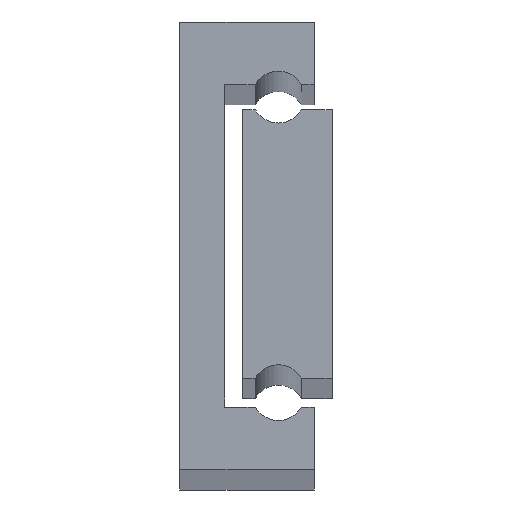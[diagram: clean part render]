
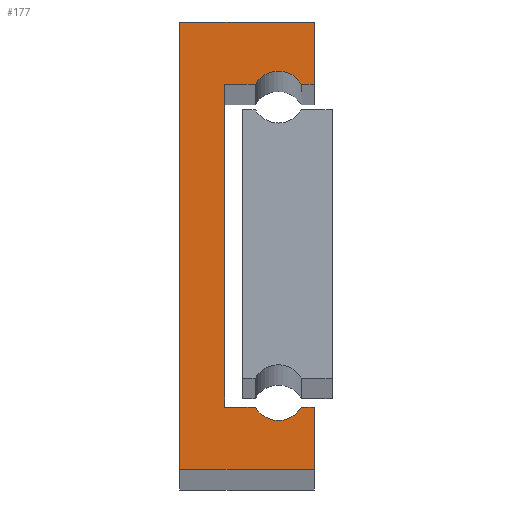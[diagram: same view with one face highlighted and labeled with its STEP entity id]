
A CAD part, top view. The second image highlights one B-rep face of the part: STEP entity #177.
In plain terms, the highlighted planar face has unit normal (0, 0, 1).
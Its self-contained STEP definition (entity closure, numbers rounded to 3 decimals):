
#2 = CARTESIAN_POINT ( 'NONE',  ( 15., 0., 650. ) ) ;
#16 = EDGE_LOOP ( 'NONE', ( #1343, #1903, #395, #1561, #1600, #1824, #1688, #1905, #570, #1955, #1031, #326 ) ) ;
#24 = CARTESIAN_POINT ( 'NONE',  ( 0., 50., 650. ) ) ;
#42 = VECTOR ( 'NONE', #925, 1000. ) ;
#50 = AXIS2_PLACEMENT_3D ( 'NONE', #700, #372, #1916 ) ;
#57 = LINE ( 'NONE', #991, #1006 ) ;
#79 = CARTESIAN_POINT ( 'NONE',  ( 11., 41.5, 650. ) ) ;
#87 = VERTEX_POINT ( 'NONE', #530 ) ;
#96 = LINE ( 'NONE', #881, #708 ) ;
#133 = EDGE_CURVE ( 'NONE', #957, #325, #1886, .T. ) ;
#147 = VERTEX_POINT ( 'NONE', #1376 ) ;
#177 = ADVANCED_FACE ( 'NONE', ( #1134 ), #236, .F. ) ;
#190 = VECTOR ( 'NONE', #1063, 1000. ) ;
#202 = CARTESIAN_POINT ( 'NONE',  ( 15., 43., 650. ) ) ;
#214 = CARTESIAN_POINT ( 'NONE',  ( 0., 0., 650. ) ) ;
#221 = DIRECTION ( 'NONE',  ( -1., 0., 0. ) ) ;
#236 = PLANE ( 'NONE',  #286 ) ;
#239 = VERTEX_POINT ( 'NONE', #726 ) ;
#257 = LINE ( 'NONE', #1306, #796 ) ;
#286 = AXIS2_PLACEMENT_3D ( 'NONE', #79, #1747, #382 ) ;
#306 = EDGE_CURVE ( 'NONE', #422, #846, #1715, .T. ) ;
#325 = VERTEX_POINT ( 'NONE', #2 ) ;
#326 = ORIENTED_EDGE ( 'NONE', *, *, #1795, .T. ) ;
#327 = LINE ( 'NONE', #432, #1053 ) ;
#372 = DIRECTION ( 'NONE',  ( 0., 0., -1. ) ) ;
#382 = DIRECTION ( 'NONE',  ( -1., 0., 0. ) ) ;
#395 = ORIENTED_EDGE ( 'NONE', *, *, #1727, .T. ) ;
#408 = LINE ( 'NONE', #1808, #1405 ) ;
#414 = EDGE_CURVE ( 'NONE', #147, #941, #1609, .T. ) ;
#422 = VERTEX_POINT ( 'NONE', #1026 ) ;
#426 = DIRECTION ( 'NONE',  ( 1., 0., 0. ) ) ;
#432 = CARTESIAN_POINT ( 'NONE',  ( 15., 7., 650. ) ) ;
#521 = CARTESIAN_POINT ( 'NONE',  ( 15., 0., 650. ) ) ;
#530 = CARTESIAN_POINT ( 'NONE',  ( 5., 43., 650. ) ) ;
#532 = EDGE_CURVE ( 'NONE', #239, #147, #1750, .T. ) ;
#544 = LINE ( 'NONE', #521, #1511 ) ;
#557 = DIRECTION ( 'NONE',  ( -1., 0., 0. ) ) ;
#570 = ORIENTED_EDGE ( 'NONE', *, *, #306, .T. ) ;
#579 = CARTESIAN_POINT ( 'NONE',  ( 5., 7., 650. ) ) ;
#603 = EDGE_CURVE ( 'NONE', #1354, #1958, #96, .T. ) ;
#647 = DIRECTION ( 'NONE',  ( 0., 0., -1. ) ) ;
#679 = EDGE_CURVE ( 'NONE', #1759, #239, #327, .T. ) ;
#686 = DIRECTION ( 'NONE',  ( 0., 1., 0. ) ) ;
#700 = CARTESIAN_POINT ( 'NONE',  ( 11., 8.5, 650. ) ) ;
#708 = VECTOR ( 'NONE', #1303, 1000. ) ;
#726 = CARTESIAN_POINT ( 'NONE',  ( 13.598, 7., 650. ) ) ;
#782 = LINE ( 'NONE', #1545, #42 ) ;
#796 = VECTOR ( 'NONE', #1959, 1000. ) ;
#846 = VERTEX_POINT ( 'NONE', #1145 ) ;
#862 = VERTEX_POINT ( 'NONE', #24 ) ;
#881 = CARTESIAN_POINT ( 'NONE',  ( 15., 50., 650. ) ) ;
#916 = VECTOR ( 'NONE', #557, 1000. ) ;
#925 = DIRECTION ( 'NONE',  ( 1., 0., 0. ) ) ;
#941 = VERTEX_POINT ( 'NONE', #1961 ) ;
#948 = AXIS2_PLACEMENT_3D ( 'NONE', #1621, #647, #962 ) ;
#957 = VERTEX_POINT ( 'NONE', #1462 ) ;
#962 = DIRECTION ( 'NONE',  ( -1., 0., 0. ) ) ;
#991 = CARTESIAN_POINT ( 'NONE',  ( 0., 50., 650. ) ) ;
#992 = EDGE_CURVE ( 'NONE', #941, #87, #1933, .T. ) ;
#1006 = VECTOR ( 'NONE', #221, 1000. ) ;
#1018 = VECTOR ( 'NONE', #1418, 1000. ) ;
#1026 = CARTESIAN_POINT ( 'NONE',  ( 8.402, 43., 650. ) ) ;
#1031 = ORIENTED_EDGE ( 'NONE', *, *, #603, .T. ) ;
#1036 = CARTESIAN_POINT ( 'NONE',  ( 8.402, 7., 650. ) ) ;
#1049 = DIRECTION ( 'NONE',  ( -1., 0., 0. ) ) ;
#1053 = VECTOR ( 'NONE', #1049, 1000. ) ;
#1063 = DIRECTION ( 'NONE',  ( 0., 1., 0. ) ) ;
#1134 = FACE_OUTER_BOUND ( 'NONE', #16, .T. ) ;
#1145 = CARTESIAN_POINT ( 'NONE',  ( 13.598, 43., 650. ) ) ;
#1298 = CARTESIAN_POINT ( 'NONE',  ( 15., 50., 650. ) ) ;
#1303 = DIRECTION ( 'NONE',  ( 0., 1., 0. ) ) ;
#1306 = CARTESIAN_POINT ( 'NONE',  ( 0., 0., 650. ) ) ;
#1343 = ORIENTED_EDGE ( 'NONE', *, *, #1423, .T. ) ;
#1354 = VERTEX_POINT ( 'NONE', #202 ) ;
#1376 = CARTESIAN_POINT ( 'NONE',  ( 8.402, 7., 650. ) ) ;
#1405 = VECTOR ( 'NONE', #426, 1000. ) ;
#1418 = DIRECTION ( 'NONE',  ( 1., 0., 0. ) ) ;
#1423 = EDGE_CURVE ( 'NONE', #862, #957, #257, .T. ) ;
#1462 = CARTESIAN_POINT ( 'NONE',  ( 0., 0., 650. ) ) ;
#1511 = VECTOR ( 'NONE', #686, 1000. ) ;
#1545 = CARTESIAN_POINT ( 'NONE',  ( 15., 43., 650. ) ) ;
#1561 = ORIENTED_EDGE ( 'NONE', *, *, #679, .T. ) ;
#1593 = CARTESIAN_POINT ( 'NONE',  ( 15., 7., 650. ) ) ;
#1598 = EDGE_CURVE ( 'NONE', #846, #1354, #782, .T. ) ;
#1600 = ORIENTED_EDGE ( 'NONE', *, *, #532, .T. ) ;
#1609 = LINE ( 'NONE', #1036, #916 ) ;
#1621 = CARTESIAN_POINT ( 'NONE',  ( 11., 41.5, 650. ) ) ;
#1688 = ORIENTED_EDGE ( 'NONE', *, *, #992, .T. ) ;
#1715 = CIRCLE ( 'NONE', #948, 3. ) ;
#1727 = EDGE_CURVE ( 'NONE', #325, #1759, #544, .T. ) ;
#1747 = DIRECTION ( 'NONE',  ( 0., 0., -1. ) ) ;
#1750 = CIRCLE ( 'NONE', #50, 3. ) ;
#1759 = VERTEX_POINT ( 'NONE', #1593 ) ;
#1795 = EDGE_CURVE ( 'NONE', #1958, #862, #57, .T. ) ;
#1808 = CARTESIAN_POINT ( 'NONE',  ( 8.402, 43., 650. ) ) ;
#1824 = ORIENTED_EDGE ( 'NONE', *, *, #414, .T. ) ;
#1886 = LINE ( 'NONE', #214, #1018 ) ;
#1903 = ORIENTED_EDGE ( 'NONE', *, *, #133, .T. ) ;
#1905 = ORIENTED_EDGE ( 'NONE', *, *, #1941, .T. ) ;
#1916 = DIRECTION ( 'NONE',  ( 1., 0., 0. ) ) ;
#1933 = LINE ( 'NONE', #579, #190 ) ;
#1941 = EDGE_CURVE ( 'NONE', #87, #422, #408, .T. ) ;
#1955 = ORIENTED_EDGE ( 'NONE', *, *, #1598, .T. ) ;
#1958 = VERTEX_POINT ( 'NONE', #1298 ) ;
#1959 = DIRECTION ( 'NONE',  ( 0., -1., 0. ) ) ;
#1961 = CARTESIAN_POINT ( 'NONE',  ( 5., 7., 650. ) ) ;
